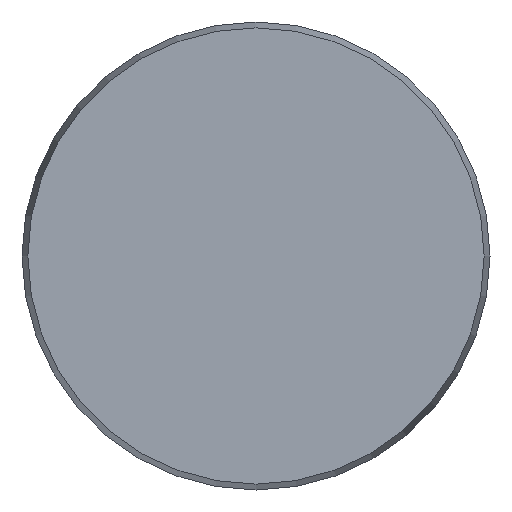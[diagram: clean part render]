
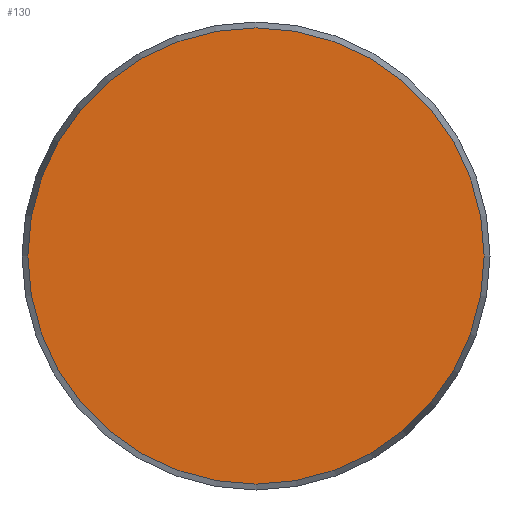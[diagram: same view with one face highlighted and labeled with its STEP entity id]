
A CAD part, front view. The second image highlights one B-rep face of the part: STEP entity #130.
In plain terms, the highlighted planar face has unit normal (0, -1, 0).
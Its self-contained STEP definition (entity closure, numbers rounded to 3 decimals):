
#130 = ADVANCED_FACE( '', ( #279 ), #280, .F. );
#279 = FACE_OUTER_BOUND( '', #474, .T. );
#280 = PLANE( '', #475 );
#474 = EDGE_LOOP( '', ( #800 ) );
#475 = AXIS2_PLACEMENT_3D( '', #801, #802, #803 );
#800 = ORIENTED_EDGE( '', *, *, #1021, .T. );
#801 = CARTESIAN_POINT( '', ( 58.5, 0., 0. ) );
#802 = DIRECTION( '', ( 0., 1., 0. ) );
#803 = DIRECTION( '', ( 0., 0., 1. ) );
#1021 = EDGE_CURVE( '', #1206, #1206, #1207, .T. );
#1206 = VERTEX_POINT( '', #1585 );
#1207 = CIRCLE( '', #1586, 58.5 );
#1585 = CARTESIAN_POINT( '', ( 0., 0., -58.5 ) );
#1586 = AXIS2_PLACEMENT_3D( '', #1724, #1725, #1726 );
#1724 = CARTESIAN_POINT( '', ( 0., 0., 0. ) );
#1725 = DIRECTION( '', ( 0., -1., 0. ) );
#1726 = DIRECTION( '', ( 0., 0., -1. ) );
